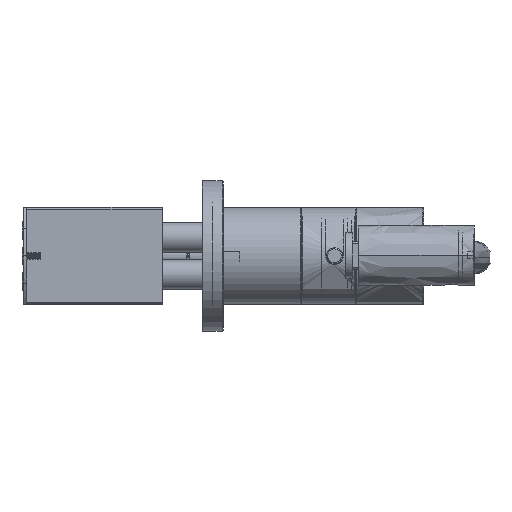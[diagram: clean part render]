
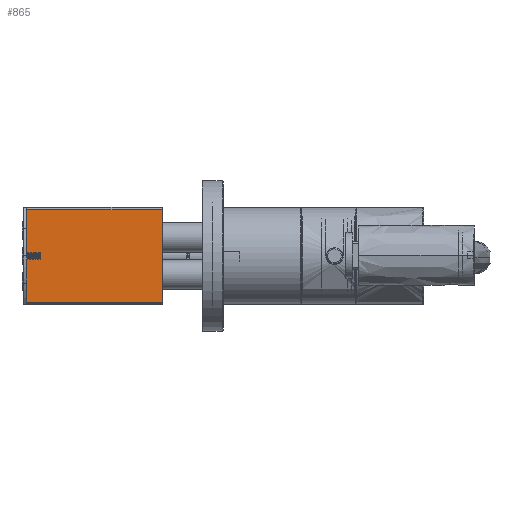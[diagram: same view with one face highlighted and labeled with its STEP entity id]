
A CAD part, top view. The second image highlights one B-rep face of the part: STEP entity #865.
In plain terms, the highlighted planar face has unit normal (0, 0, 1).
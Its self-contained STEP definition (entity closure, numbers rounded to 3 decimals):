
#865=ADVANCED_FACE('',(#1887),#15080,.T.);
#1887=FACE_OUTER_BOUND('',#2980,.T.);
#2980=EDGE_LOOP('',(#5706,#5707,#5708,#5709));
#5706=ORIENTED_EDGE('',*,*,#9547,.T.);
#5707=ORIENTED_EDGE('',*,*,#9526,.T.);
#5708=ORIENTED_EDGE('',*,*,#9548,.T.);
#5709=ORIENTED_EDGE('',*,*,#9501,.F.);
#9501=EDGE_CURVE('',#14025,#14024,#12588,.T.);
#9526=EDGE_CURVE('',#14049,#14050,#12600,.T.);
#9547=EDGE_CURVE('',#14025,#14049,#12611,.T.);
#9548=EDGE_CURVE('',#14050,#14024,#12612,.T.);
#12588=B_SPLINE_CURVE_WITH_KNOTS('',1,(#49385,#49386),.UNSPECIFIED.,.F.,
 .F.,(2,2),(0.,40.),.UNSPECIFIED.);
#12600=B_SPLINE_CURVE_WITH_KNOTS('',1,(#49472,#49473),.UNSPECIFIED.,.F.,
 .F.,(2,2),(0.,40.),.UNSPECIFIED.);
#12611=B_SPLINE_CURVE_WITH_KNOTS('',1,(#49568,#49569),.UNSPECIFIED.,.F.,
 .F.,(2,2),(-58.5,0.),.UNSPECIFIED.);
#12612=B_SPLINE_CURVE_WITH_KNOTS('',1,(#49570,#49571),.UNSPECIFIED.,.F.,
 .F.,(2,2),(0.,58.5),.UNSPECIFIED.);
#14024=VERTEX_POINT('',#49299);
#14025=VERTEX_POINT('',#49300);
#14049=VERTEX_POINT('',#49324);
#14050=VERTEX_POINT('',#49325);
#15080=PLANE('',#16024);
#16024=AXIS2_PLACEMENT_3D('',#48636,#16251,$);
#16251=DIRECTION('',(0.,0.,1.));
#48636=CARTESIAN_POINT('',(-94.66,24.107,18.173));
#49299=CARTESIAN_POINT('',(-30.203,-20.,18.173));
#49300=CARTESIAN_POINT('',(-30.203,20.,18.173));
#49324=CARTESIAN_POINT('',(-88.703,20.,18.173));
#49325=CARTESIAN_POINT('',(-88.703,-20.,18.173));
#49385=CARTESIAN_POINT('',(-30.203,20.,18.173));
#49386=CARTESIAN_POINT('',(-30.203,-20.,18.173));
#49472=CARTESIAN_POINT('',(-88.703,20.,18.173));
#49473=CARTESIAN_POINT('',(-88.703,-20.,18.173));
#49568=CARTESIAN_POINT('',(-30.203,20.,18.173));
#49569=CARTESIAN_POINT('',(-88.703,20.,18.173));
#49570=CARTESIAN_POINT('',(-88.703,-20.,18.173));
#49571=CARTESIAN_POINT('',(-30.203,-20.,18.173));
